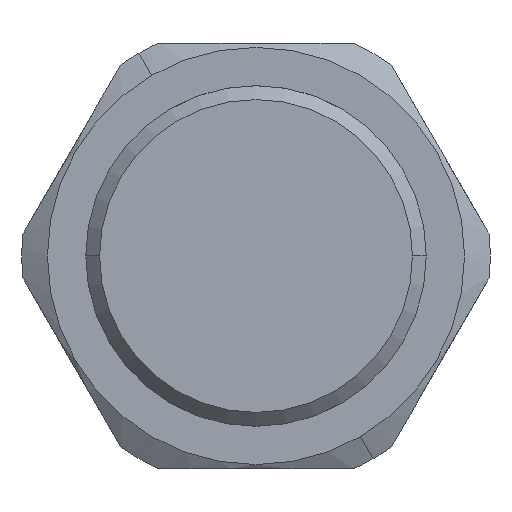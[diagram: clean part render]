
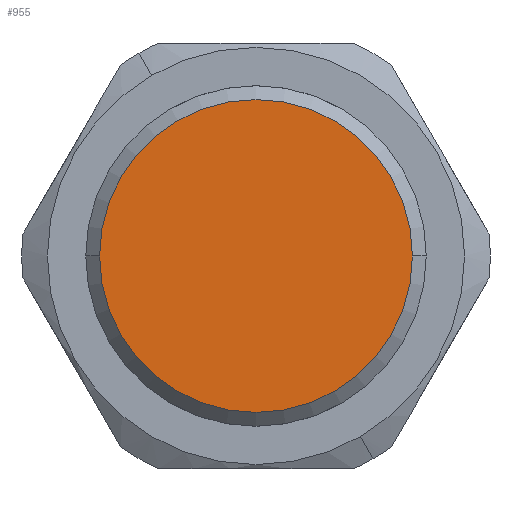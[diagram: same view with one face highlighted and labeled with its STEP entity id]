
A CAD part, front view. The second image highlights one B-rep face of the part: STEP entity #955.
In plain terms, the highlighted planar face has unit normal (0, -1, 0).
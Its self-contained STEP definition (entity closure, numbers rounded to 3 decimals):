
#6 = DIRECTION ( 'NONE',  ( 1., 0., 0. ) ) ;
#25 = VERTEX_POINT ( 'NONE', #489 ) ;
#44 = EDGE_CURVE ( 'Defeature ausgef�hrt2_30+Defeature ausgef�hrt2_31+Defeature ausgef�hrt2_31+Defeature ausgef�hrt2_31', #25, #905, #600, .T. ) ;
#143 = DIRECTION ( 'NONE',  ( 1., 0., 0. ) ) ;
#169 = CARTESIAN_POINT ( 'NONE',  ( 0., 0., 2.5 ) ) ;
#265 = ORIENTED_EDGE ( 'NONE', *, *, #44, .T. ) ;
#290 = DIRECTION ( 'NONE',  ( 0., -1., 0. ) ) ;
#382 = AXIS2_PLACEMENT_3D ( 'NONE', #687, #681, #6 ) ;
#410 = DIRECTION ( 'NONE',  ( 1., 0., 0. ) ) ;
#489 = CARTESIAN_POINT ( 'NONE',  ( -3.675, 0., 0. ) ) ;
#594 = ORIENTED_EDGE ( 'NONE', *, *, #1356, .T. ) ;
#600 = CIRCLE ( 'NONE', #1469, 3.675 ) ;
#608 = CARTESIAN_POINT ( 'NONE',  ( 0., 0., 0. ) ) ;
#681 = DIRECTION ( 'NONE',  ( 0., -1., 0. ) ) ;
#687 = CARTESIAN_POINT ( 'NONE',  ( 0., 0., 0. ) ) ;
#728 = EDGE_LOOP ( 'NONE', ( #265, #594 ) ) ;
#836 = CIRCLE ( 'NONE', #382, 3.675 ) ;
#845 = PLANE ( 'NONE',  #1292 ) ;
#905 = VERTEX_POINT ( 'NONE', #1047 ) ;
#955 = ADVANCED_FACE ( 'Defeature ausgef�hrt2_30', ( #1119 ), #845, .T. ) ;
#1047 = CARTESIAN_POINT ( 'NONE',  ( 3.675, 0., 0. ) ) ;
#1119 = FACE_OUTER_BOUND ( 'NONE', #728, .T. ) ;
#1289 = DIRECTION ( 'NONE',  ( 0., -1., 0. ) ) ;
#1292 = AXIS2_PLACEMENT_3D ( 'NONE', #169, #290, #410 ) ;
#1356 = EDGE_CURVE ( 'Defeature ausgef�hrt2_30+Defeature ausgef�hrt2_31+Defeature ausgef�hrt2_31+Defeature ausgef�hrt2_31', #905, #25, #836, .T. ) ;
#1469 = AXIS2_PLACEMENT_3D ( 'NONE', #608, #1289, #143 ) ;
